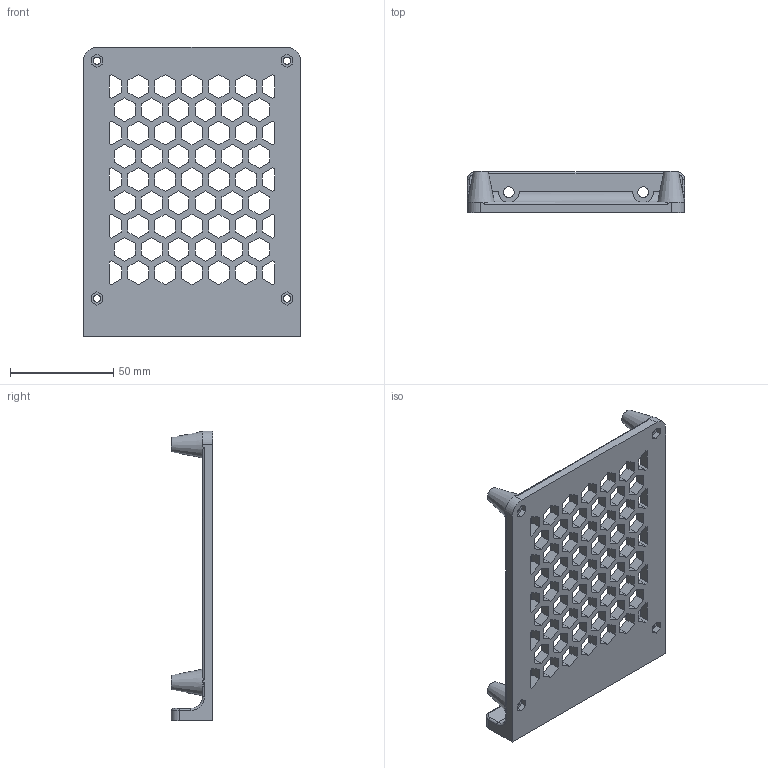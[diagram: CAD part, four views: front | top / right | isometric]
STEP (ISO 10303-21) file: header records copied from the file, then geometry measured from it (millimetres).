
FILE_DESCRIPTION(/* description */ (''),/* implementation_level */ '2;1');
FILE_NAME(/* name */ 'A-Duet2_Duex5_Mount_Plate_Waste_o_Plastic_2-F.stp',/* time_stamp */ '2020-09-25T18:36:33-07:00',/* author */ (''),/* organization */ (''),/* preprocessor_version */ 'ST-DEVELOPER v18.1',/* originating_system */ 'Autodesk Translation Framework v9.3.0.1241',/* authorisation */ '');
FILE_SCHEMA (('AUTOMOTIVE_DESIGN { 1 0 10303 214 3 1 1 }'));
Length unit declared in the file: millimetre
Products named in the file (1): Duet Mount Plate
Bounding box: 105 x 20 x 140 mm (x, y, z)
Volume: 63018 mm3; surface area: 37660.7 mm2
Topology: 1 solids, 1 shells, 427 faces, 1249 edges, 828 vertices
Faces by surface type: plane 394, cylinder 25, cone 4, torus 4
Full cylindrical faces by diameter (mm): 3.5 x4, 5.3 x2
Entity records: 14290 total; most frequent: CARTESIAN_POINT 2665, ORIENTED_EDGE 2498, DIRECTION 2135, EDGE_CURVE 1249, LINE 1183, VECTOR 1183, VERTEX_POINT 828, EDGE_LOOP 561
